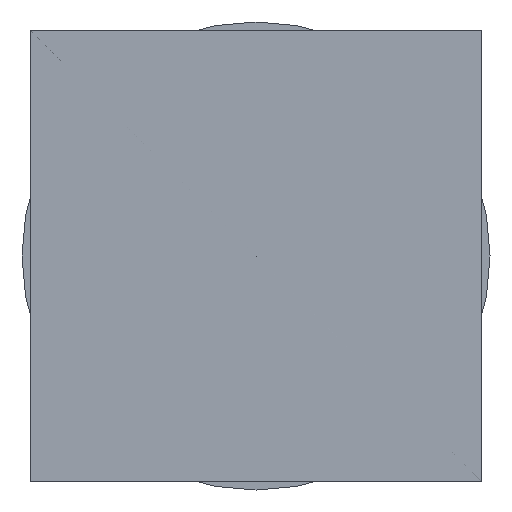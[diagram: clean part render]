
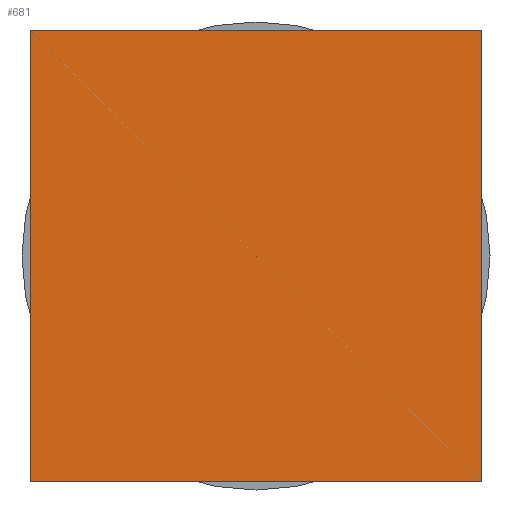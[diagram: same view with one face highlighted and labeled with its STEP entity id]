
A CAD part, front view. The second image highlights one B-rep face of the part: STEP entity #681.
In plain terms, the highlighted planar face has unit normal (0, -1, 0).
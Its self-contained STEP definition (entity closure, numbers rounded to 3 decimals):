
#16 = VERTEX_POINT ( 'NONE', #1599 ) ;
#43 = ORIENTED_EDGE ( 'NONE', *, *, #192, .F. ) ;
#86 = ORIENTED_EDGE ( 'NONE', *, *, #890, .F. ) ;
#99 = DIRECTION ( 'NONE',  ( 0., 0., -1. ) ) ;
#177 = DIRECTION ( 'NONE',  ( -1., 0., 0. ) ) ;
#183 = CARTESIAN_POINT ( 'NONE',  ( -6.75, 0., -6.75 ) ) ;
#192 = EDGE_CURVE ( 'NONE', #16, #816, #1118, .T. ) ;
#207 = EDGE_CURVE ( 'NONE', #816, #807, #921, .T. ) ;
#298 = VECTOR ( 'NONE', #177, 1000. ) ;
#381 = VECTOR ( 'NONE', #1812, 1000. ) ;
#422 = CARTESIAN_POINT ( 'NONE',  ( -6.75, 0., -6.75 ) ) ;
#474 = CARTESIAN_POINT ( 'NONE',  ( 6.75, 0., -6.75 ) ) ;
#514 = EDGE_LOOP ( 'NONE', ( #1995, #43, #1588, #86 ) ) ;
#600 = CARTESIAN_POINT ( 'NONE',  ( 6.75, 0., -6.75 ) ) ;
#651 = VECTOR ( 'NONE', #1138, 1000. ) ;
#681 = ADVANCED_FACE ( 'NONE', ( #808 ), #1806, .F. ) ;
#751 = VERTEX_POINT ( 'NONE', #422 ) ;
#758 = LINE ( 'NONE', #183, #298 ) ;
#807 = VERTEX_POINT ( 'NONE', #474 ) ;
#808 = FACE_OUTER_BOUND ( 'NONE', #514, .T. ) ;
#811 = EDGE_CURVE ( 'NONE', #751, #16, #1757, .T. ) ;
#816 = VERTEX_POINT ( 'NONE', #1496 ) ;
#890 = EDGE_CURVE ( 'NONE', #807, #751, #758, .T. ) ;
#921 = LINE ( 'NONE', #600, #1555 ) ;
#957 = DIRECTION ( 'NONE',  ( 0., 0., 1. ) ) ;
#1118 = LINE ( 'NONE', #2146, #651 ) ;
#1138 = DIRECTION ( 'NONE',  ( 1., 0., 0. ) ) ;
#1301 = CARTESIAN_POINT ( 'NONE',  ( 0., 0., 0. ) ) ;
#1346 = AXIS2_PLACEMENT_3D ( 'NONE', #1301, #1464, #957 ) ;
#1464 = DIRECTION ( 'NONE',  ( 0., 1., 0. ) ) ;
#1496 = CARTESIAN_POINT ( 'NONE',  ( 6.75, 0., 6.75 ) ) ;
#1555 = VECTOR ( 'NONE', #99, 1000. ) ;
#1588 = ORIENTED_EDGE ( 'NONE', *, *, #811, .F. ) ;
#1599 = CARTESIAN_POINT ( 'NONE',  ( -6.75, 0., 6.75 ) ) ;
#1757 = LINE ( 'NONE', #2187, #381 ) ;
#1806 = PLANE ( 'NONE',  #1346 ) ;
#1812 = DIRECTION ( 'NONE',  ( 0., 0., 1. ) ) ;
#1995 = ORIENTED_EDGE ( 'NONE', *, *, #207, .F. ) ;
#2146 = CARTESIAN_POINT ( 'NONE',  ( -6.75, 0., 6.75 ) ) ;
#2187 = CARTESIAN_POINT ( 'NONE',  ( -6.75, 0., -6.75 ) ) ;
